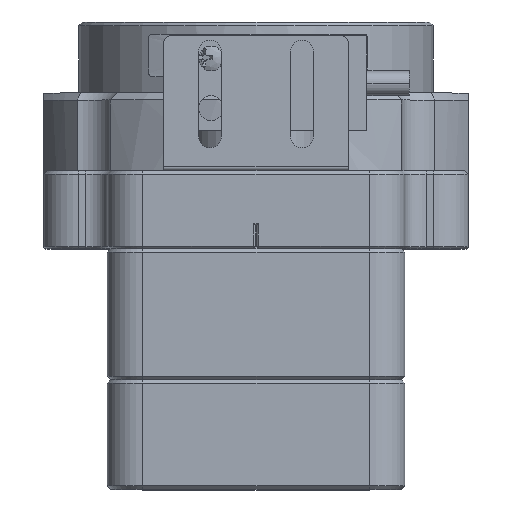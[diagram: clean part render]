
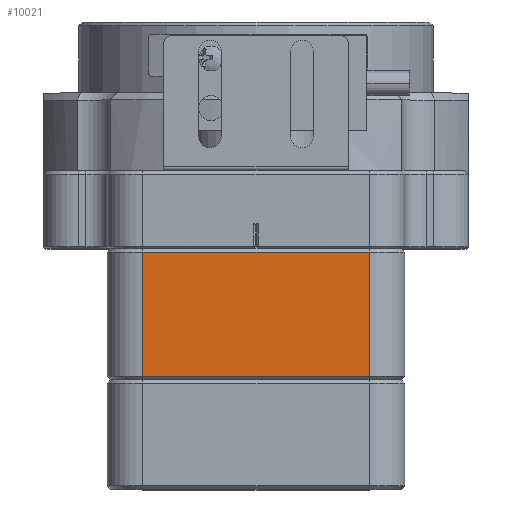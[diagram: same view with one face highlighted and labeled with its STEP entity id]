
A CAD part, top view. The second image highlights one B-rep face of the part: STEP entity #10021.
In plain terms, the highlighted planar face has unit normal (0, 0, 1).
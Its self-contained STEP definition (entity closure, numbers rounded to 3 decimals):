
#1203 = EDGE_CURVE ( 'NONE', #5875, #6815, #34852, .T. ) ;
#1240 = DIRECTION ( 'NONE',  ( 0., 0., -1. ) ) ;
#1757 = CARTESIAN_POINT ( 'NONE',  ( -16., 0., 50.846 ) ) ;
#3487 = VERTEX_POINT ( 'NONE', #28580 ) ;
#3790 = LINE ( 'NONE', #14689, #34259 ) ;
#3910 = FACE_OUTER_BOUND ( 'NONE', #7099, .T. ) ;
#4040 = LINE ( 'NONE', #14934, #33419 ) ;
#4386 = CARTESIAN_POINT ( 'NONE',  ( 16., -0.5, 50.846 ) ) ;
#4509 = ORIENTED_EDGE ( 'NONE', *, *, #30923, .F. ) ;
#4844 = ORIENTED_EDGE ( 'NONE', *, *, #1203, .T. ) ;
#5875 = VERTEX_POINT ( 'NONE', #8999 ) ;
#6815 = VERTEX_POINT ( 'NONE', #10407 ) ;
#7099 = EDGE_LOOP ( 'NONE', ( #23035, #4844, #4509, #22308 ) ) ;
#8999 = CARTESIAN_POINT ( 'NONE',  ( -16., -18., 50.846 ) ) ;
#10021 = ADVANCED_FACE ( 'NONE', ( #3910 ), #14798, .F. ) ;
#10407 = CARTESIAN_POINT ( 'NONE',  ( 16., -18., 50.846 ) ) ;
#10416 = CARTESIAN_POINT ( 'NONE',  ( 16., -18., 50.846 ) ) ;
#12126 = DIRECTION ( 'NONE',  ( -1., 0., 0. ) ) ;
#12651 = DIRECTION ( 'NONE',  ( 0., -1., 0. ) ) ;
#13325 = AXIS2_PLACEMENT_3D ( 'NONE', #25691, #1240, #12126 ) ;
#14689 = CARTESIAN_POINT ( 'NONE',  ( 16., 0., 50.846 ) ) ;
#14798 = PLANE ( 'NONE',  #13325 ) ;
#14934 = CARTESIAN_POINT ( 'NONE',  ( -16., -0.5, 50.846 ) ) ;
#20743 = VERTEX_POINT ( 'NONE', #4386 ) ;
#21319 = DIRECTION ( 'NONE',  ( 1., 0., 0. ) ) ;
#22308 = ORIENTED_EDGE ( 'NONE', *, *, #29438, .T. ) ;
#23035 = ORIENTED_EDGE ( 'NONE', *, *, #34323, .T. ) ;
#25584 = DIRECTION ( 'NONE',  ( 0., -1., 0. ) ) ;
#25691 = CARTESIAN_POINT ( 'NONE',  ( 16., 0., 50.846 ) ) ;
#25824 = DIRECTION ( 'NONE',  ( -1., 0., 0. ) ) ;
#26212 = LINE ( 'NONE', #1757, #33488 ) ;
#28580 = CARTESIAN_POINT ( 'NONE',  ( -16., -0.5, 50.846 ) ) ;
#29326 = VECTOR ( 'NONE', #21319, 1000. ) ;
#29438 = EDGE_CURVE ( 'NONE', #20743, #3487, #4040, .T. ) ;
#30923 = EDGE_CURVE ( 'NONE', #20743, #6815, #3790, .T. ) ;
#33419 = VECTOR ( 'NONE', #25824, 1000. ) ;
#33488 = VECTOR ( 'NONE', #12651, 1000. ) ;
#34259 = VECTOR ( 'NONE', #25584, 1000. ) ;
#34323 = EDGE_CURVE ( 'NONE', #3487, #5875, #26212, .T. ) ;
#34852 = LINE ( 'NONE', #10416, #29326 ) ;
